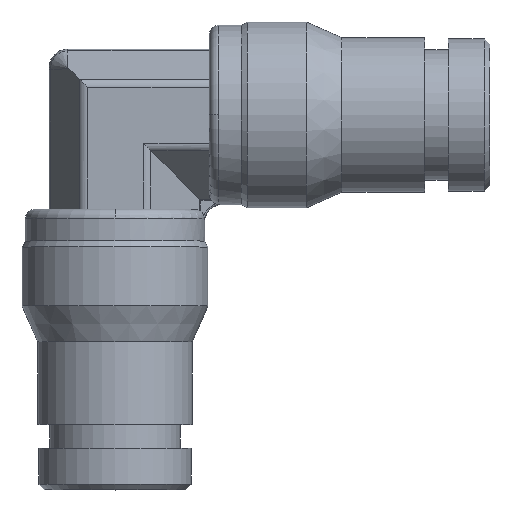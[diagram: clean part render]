
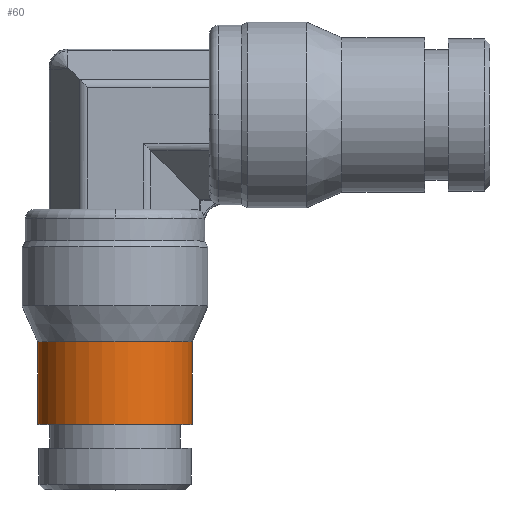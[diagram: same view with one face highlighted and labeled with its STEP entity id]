
A CAD part, top view. The second image highlights one B-rep face of the part: STEP entity #60.
In plain terms, the highlighted cylindrical face has radius 4.095 mm (diameter 8.189 mm), a partial arc.
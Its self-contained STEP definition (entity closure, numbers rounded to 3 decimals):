
#60=ADVANCED_FACE('',(#171),#172,.T.);
#171=FACE_OUTER_BOUND('',#371,.T.);
#172=CYLINDRICAL_SURFACE('',#372,4.095);
#371=EDGE_LOOP('',(#649,#650,#651,#652));
#372=AXIS2_PLACEMENT_3D('',#653,#654,#655);
#649=ORIENTED_EDGE('',*,*,#1346,.F.);
#650=ORIENTED_EDGE('',*,*,#1347,.T.);
#651=ORIENTED_EDGE('',*,*,#1348,.F.);
#652=ORIENTED_EDGE('',*,*,#1349,.F.);
#653=CARTESIAN_POINT('',(-19.865,-14.207,0.0));
#654=DIRECTION('',(0.,-1.0,0.0));
#655=DIRECTION('',(1.0,0.,0.0));
#1346=EDGE_CURVE('',#1622,#1623,#1624,.T.);
#1347=EDGE_CURVE('',#1622,#1625,#1626,.T.);
#1348=EDGE_CURVE('',#1627,#1625,#1628,.T.);
#1349=EDGE_CURVE('',#1623,#1627,#1629,.T.);
#1622=VERTEX_POINT('',#2112);
#1623=VERTEX_POINT('',#2113);
#1624=LINE('',#2114,#2115);
#1625=VERTEX_POINT('',#2116);
#1626=CIRCLE('',#2117,4.095);
#1627=VERTEX_POINT('',#2118);
#1628=LINE('',#2119,#2120);
#1629=CIRCLE('',#2121,4.095);
#2112=CARTESIAN_POINT('',(-15.77,-12.014,0.0));
#2113=CARTESIAN_POINT('',(-15.77,-16.4,0.0));
#2114=CARTESIAN_POINT('',(-15.77,-14.207,0.));
#2115=VECTOR('',#2848,1.0);
#2116=CARTESIAN_POINT('',(-23.96,-12.014,0.));
#2117=AXIS2_PLACEMENT_3D('',#2849,#2850,#2851);
#2118=CARTESIAN_POINT('',(-23.96,-16.4,0.));
#2119=CARTESIAN_POINT('',(-23.96,-14.207,0.));
#2120=VECTOR('',#2852,1.0);
#2121=AXIS2_PLACEMENT_3D('',#2853,#2854,#2855);
#2848=DIRECTION('',(0.,-1.0,0.0));
#2849=CARTESIAN_POINT('',(-19.865,-12.014,0.0));
#2850=DIRECTION('',(0.,-1.0,0.0));
#2851=DIRECTION('',(1.0,0.,0.0));
#2852=DIRECTION('',(0.,1.0,-0.0));
#2853=CARTESIAN_POINT('',(-19.865,-16.4,0.0));
#2854=DIRECTION('',(0.,-1.0,0.0));
#2855=DIRECTION('',(1.0,0.,0.0));
